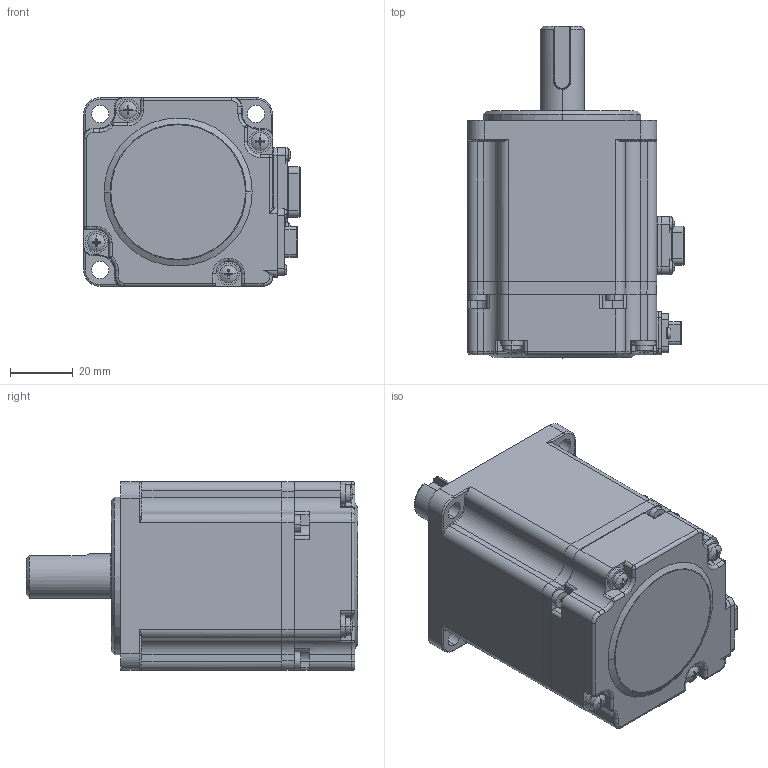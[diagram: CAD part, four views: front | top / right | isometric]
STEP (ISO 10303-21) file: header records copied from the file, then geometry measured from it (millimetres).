
FILE_DESCRIPTION (( 'STEP AP203' ), '1' );
FILE_NAME ('MS6H-60TH30B3-20P2.STEP', '2024-01-22T05:40:16', ( '' ), ( '' ), 'SwSTEP 2.0', 'SolidWorks 2022', '' );
FILE_SCHEMA (( 'CONFIG_CONTROL_DESIGN' ));
Length unit declared in the file: millimetre
Products named in the file (1): MS6H-60TH30B3-20P2
Bounding box: 68.8 x 105.4 x 60 mm (x, y, z)
Surface area: 31512.9 mm2 (no closed solid volume)
Topology: 0 solids, 25 shells, 804 faces, 2633 edges, 1814 vertices
Faces by surface type: plane 405, cylinder 269, torus 62, sphere 24, cone 22, bspline 22
Entity records: 29868 total; most frequent: CARTESIAN_POINT 6754, DIRECTION 5013, ORIENTED_EDGE 4345, EDGE_CURVE 2617, VERTEX_POINT 1814, AXIS2_PLACEMENT_3D 1723, LINE 1567, VECTOR 1567
